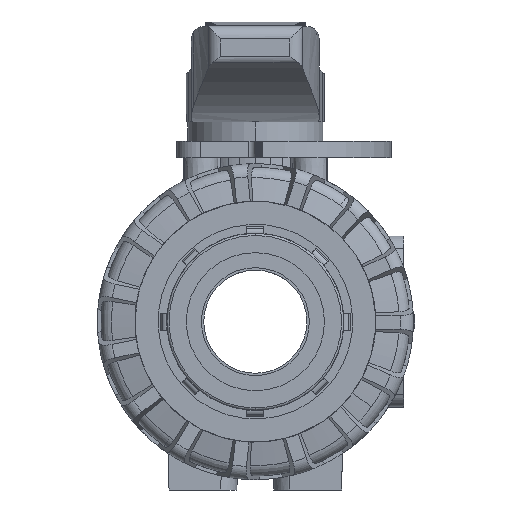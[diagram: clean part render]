
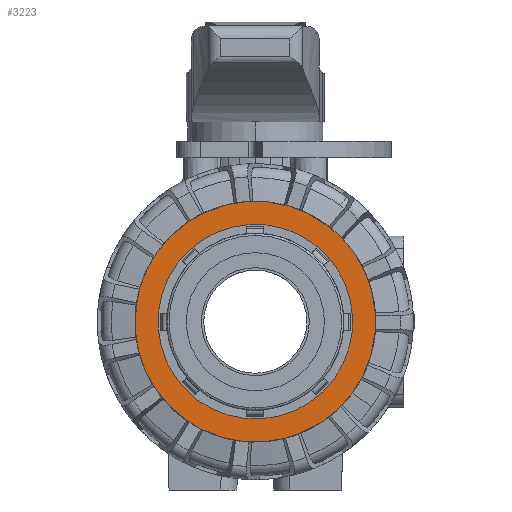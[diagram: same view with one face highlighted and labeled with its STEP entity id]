
A CAD part, left-side view. The second image highlights one B-rep face of the part: STEP entity #3223.
In plain terms, the highlighted planar face has unit normal (-1, 0, 0).
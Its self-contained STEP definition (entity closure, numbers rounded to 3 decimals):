
#3223=ADVANCED_FACE('',(#6943,#6944),#6945,.T.);
#6943=FACE_OUTER_BOUND('',#11311,.T.);
#6944=FACE_BOUND('',#11312,.T.);
#6945=PLANE('',#11313);
#11311=EDGE_LOOP('',(#21255,#21256));
#11312=EDGE_LOOP('',(#21257,#21258));
#11313=AXIS2_PLACEMENT_3D('',#21259,#21260,#21261);
#21255=ORIENTED_EDGE('',*,*,#28443,.T.);
#21256=ORIENTED_EDGE('',*,*,#29549,.T.);
#21257=ORIENTED_EDGE('',*,*,#29499,.T.);
#21258=ORIENTED_EDGE('',*,*,#28448,.T.);
#21259=CARTESIAN_POINT('',(-53.6,0.0,0.0));
#21260=DIRECTION('',(-1.0,0.0,0.0));
#21261=DIRECTION('',(0.0,-0.592,0.806));
#28443=EDGE_CURVE('',#34778,#34842,#34844,.T.);
#28448=EDGE_CURVE('',#34847,#34851,#34853,.T.);
#29499=EDGE_CURVE('',#34851,#34847,#36435,.T.);
#29549=EDGE_CURVE('',#34842,#34778,#36491,.T.);
#34778=VERTEX_POINT('',#46749);
#34842=VERTEX_POINT('',#46814);
#34844=CIRCLE('',#46817,27.9);
#34847=VERTEX_POINT('',#46820);
#34851=VERTEX_POINT('',#46825);
#34853=CIRCLE('',#46828,22.55);
#36435=CIRCLE('',#50706,22.55);
#36491=CIRCLE('',#50830,27.9);
#46749=CARTESIAN_POINT('',(-53.6,-22.493,-16.507));
#46814=CARTESIAN_POINT('',(-53.6,22.493,16.507));
#46817=AXIS2_PLACEMENT_3D('',#58053,#58054,#58055);
#46820=CARTESIAN_POINT('',(-53.6,13.342,-18.18));
#46825=CARTESIAN_POINT('',(-53.6,-13.342,18.18));
#46828=AXIS2_PLACEMENT_3D('',#58061,#58062,#58063);
#50706=AXIS2_PLACEMENT_3D('',#59553,#59554,#59555);
#50830=AXIS2_PLACEMENT_3D('',#59591,#59592,#59593);
#58053=CARTESIAN_POINT('',(-53.6,0.0,0.0));
#58054=DIRECTION('',(-1.0,0.0,0.0));
#58055=DIRECTION('',(0.0,-0.592,0.806));
#58061=CARTESIAN_POINT('',(-53.6,0.0,0.0));
#58062=DIRECTION('',(1.0,0.0,0.0));
#58063=DIRECTION('',(0.0,0.592,-0.806));
#59553=CARTESIAN_POINT('',(-53.6,0.0,0.0));
#59554=DIRECTION('',(1.0,0.0,0.0));
#59555=DIRECTION('',(0.0,0.592,-0.806));
#59591=CARTESIAN_POINT('',(-53.6,0.0,0.0));
#59592=DIRECTION('',(-1.0,0.0,0.0));
#59593=DIRECTION('',(0.0,-0.592,0.806));
